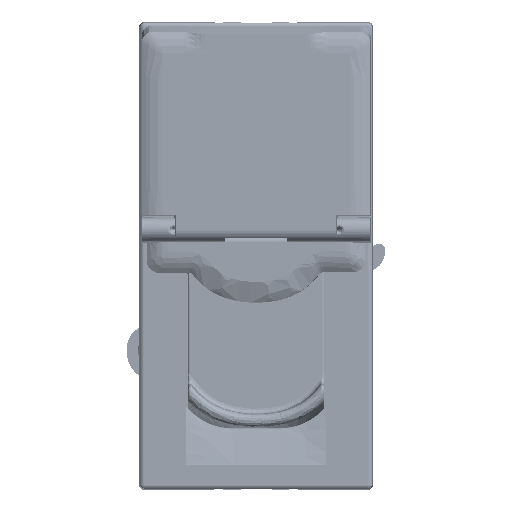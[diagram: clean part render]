
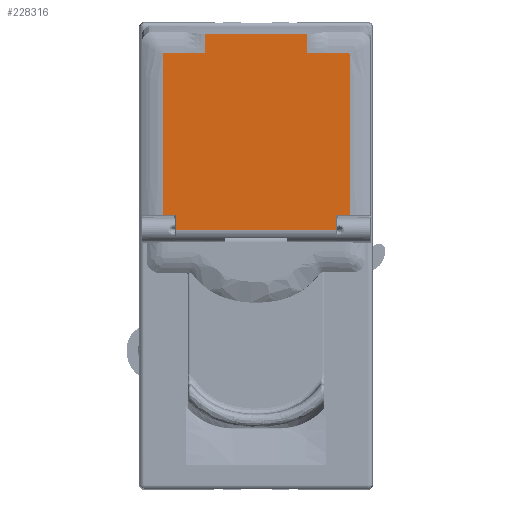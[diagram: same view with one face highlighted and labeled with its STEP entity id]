
A CAD part, top view. The second image highlights one B-rep face of the part: STEP entity #228316.
In plain terms, the highlighted planar face has unit normal (0, 0, 1).
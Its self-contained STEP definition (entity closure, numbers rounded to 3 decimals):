
#228232=AXIS2_PLACEMENT_3D('Plane Axis2P3D',#228229,#228230,#228231) ;
#227713=CARTESIAN_POINT('Vertex',(-4.9,21.318,11.8)) ;
#227716=CARTESIAN_POINT('Line Origine',(11.1,21.318,11.8)) ;
#227720=CARTESIAN_POINT('Vertex',(4.9,21.318,11.8)) ;
#227980=CARTESIAN_POINT('Vertex',(-7.707,3.954,11.8)) ;
#227984=CARTESIAN_POINT('Control Point',(-7.707,3.954,11.8)) ;
#227985=CARTESIAN_POINT('Control Point',(-8.985,3.954,11.8)) ;
#227986=CARTESIAN_POINT('Vertex',(-8.985,3.954,11.8)) ;
#228074=CARTESIAN_POINT('Line Origine',(-8.985,9.448,11.8)) ;
#228078=CARTESIAN_POINT('Vertex',(-8.985,19.415,11.8)) ;
#228120=CARTESIAN_POINT('Control Point',(-8.985,19.415,11.8)) ;
#228121=CARTESIAN_POINT('Control Point',(-8.985,19.47,11.8)) ;
#228122=CARTESIAN_POINT('Control Point',(-8.938,19.515,11.8)) ;
#228123=CARTESIAN_POINT('Control Point',(-8.885,19.515,11.8)) ;
#228124=CARTESIAN_POINT('Vertex',(-8.885,19.515,11.8)) ;
#228160=CARTESIAN_POINT('Vertex',(-6.9,19.515,11.8)) ;
#228164=CARTESIAN_POINT('Control Point',(-6.9,19.515,11.8)) ;
#228165=CARTESIAN_POINT('Control Point',(-8.885,19.515,11.8)) ;
#228206=CARTESIAN_POINT('Control Point',(-6.9,19.515,11.8)) ;
#228207=CARTESIAN_POINT('Control Point',(-6.5,19.515,11.8)) ;
#228208=CARTESIAN_POINT('Control Point',(-6.1,19.515,11.8)) ;
#228209=CARTESIAN_POINT('Control Point',(-5.7,19.515,11.8)) ;
#228210=CARTESIAN_POINT('Control Point',(-5.3,19.515,11.8)) ;
#228211=CARTESIAN_POINT('Control Point',(-4.9,19.515,11.8)) ;
#228212=CARTESIAN_POINT('Vertex',(-4.9,19.515,11.8)) ;
#228216=CARTESIAN_POINT('Control Point',(-4.9,21.318,11.8)) ;
#228217=CARTESIAN_POINT('Control Point',(-4.9,20.867,11.8)) ;
#228218=CARTESIAN_POINT('Control Point',(-4.9,20.416,11.8)) ;
#228219=CARTESIAN_POINT('Control Point',(-4.9,19.966,11.8)) ;
#228220=CARTESIAN_POINT('Control Point',(-4.9,19.515,11.8)) ;
#228229=CARTESIAN_POINT('Axis2P3D Location',(11.1,2.5,11.8)) ;
#228234=CARTESIAN_POINT('Line Origine',(-7.707,3.227,11.8)) ;
#228238=CARTESIAN_POINT('Vertex',(-7.707,2.5,11.8)) ;
#228241=CARTESIAN_POINT('Line Origine',(0.,2.5,11.8)) ;
#228245=CARTESIAN_POINT('Vertex',(7.707,2.5,11.8)) ;
#228248=CARTESIAN_POINT('Line Origine',(7.707,3.227,11.8)) ;
#228252=CARTESIAN_POINT('Vertex',(7.707,3.954,11.8)) ;
#228255=CARTESIAN_POINT('Line Origine',(8.346,3.954,11.8)) ;
#228259=CARTESIAN_POINT('Vertex',(8.985,3.954,11.8)) ;
#228262=CARTESIAN_POINT('Line Origine',(8.985,11.685,11.8)) ;
#228266=CARTESIAN_POINT('Vertex',(8.985,19.415,11.8)) ;
#228270=CARTESIAN_POINT('Control Point',(8.985,19.415,11.8)) ;
#228271=CARTESIAN_POINT('Control Point',(8.985,19.448,11.8)) ;
#228272=CARTESIAN_POINT('Control Point',(8.971,19.479,11.8)) ;
#228273=CARTESIAN_POINT('Control Point',(8.947,19.502,11.8)) ;
#228274=CARTESIAN_POINT('Control Point',(8.917,19.515,11.8)) ;
#228275=CARTESIAN_POINT('Control Point',(8.885,19.515,11.8)) ;
#228276=CARTESIAN_POINT('Vertex',(8.885,19.515,11.8)) ;
#228279=CARTESIAN_POINT('Line Origine',(7.892,19.515,11.8)) ;
#228283=CARTESIAN_POINT('Vertex',(6.9,19.515,11.8)) ;
#228286=CARTESIAN_POINT('Line Origine',(5.9,19.515,11.8)) ;
#228290=CARTESIAN_POINT('Vertex',(4.9,19.515,11.8)) ;
#228293=CARTESIAN_POINT('Line Origine',(4.9,20.416,11.8)) ;
#227717=DIRECTION('Vector Direction',(-1.,0.,0.)) ;
#228075=DIRECTION('Vector Direction',(0.,1.,0.)) ;
#228230=DIRECTION('Axis2P3D Direction',(0.,0.,-1.)) ;
#228231=DIRECTION('Axis2P3D XDirection',(0.,1.,0.)) ;
#228235=DIRECTION('Vector Direction',(0.,1.,0.)) ;
#228242=DIRECTION('Vector Direction',(1.,0.,0.)) ;
#228249=DIRECTION('Vector Direction',(0.,1.,0.)) ;
#228256=DIRECTION('Vector Direction',(-1.,0.,0.)) ;
#228263=DIRECTION('Vector Direction',(0.,1.,0.)) ;
#228280=DIRECTION('Vector Direction',(1.,0.,0.)) ;
#228287=DIRECTION('Vector Direction',(-1.,0.,0.)) ;
#228294=DIRECTION('Vector Direction',(0.,-1.,0.)) ;
#227718=VECTOR('Line Direction',#227717,1.) ;
#228076=VECTOR('Line Direction',#228075,1.) ;
#228236=VECTOR('Line Direction',#228235,1.) ;
#228243=VECTOR('Line Direction',#228242,1.) ;
#228250=VECTOR('Line Direction',#228249,1.) ;
#228257=VECTOR('Line Direction',#228256,1.) ;
#228264=VECTOR('Line Direction',#228263,1.) ;
#228281=VECTOR('Line Direction',#228280,1.) ;
#228288=VECTOR('Line Direction',#228287,1.) ;
#228295=VECTOR('Line Direction',#228294,1.) ;
#228299=ORIENTED_EDGE('',*,*,#227988,.T.) ;
#228300=ORIENTED_EDGE('',*,*,#228240,.F.) ;
#228301=ORIENTED_EDGE('',*,*,#228247,.F.) ;
#228302=ORIENTED_EDGE('',*,*,#228254,.F.) ;
#228303=ORIENTED_EDGE('',*,*,#228261,.T.) ;
#228304=ORIENTED_EDGE('',*,*,#228268,.T.) ;
#228305=ORIENTED_EDGE('',*,*,#228278,.F.) ;
#228306=ORIENTED_EDGE('',*,*,#228285,.F.) ;
#228307=ORIENTED_EDGE('',*,*,#228292,.T.) ;
#228308=ORIENTED_EDGE('',*,*,#228297,.F.) ;
#228309=ORIENTED_EDGE('',*,*,#227722,.F.) ;
#228310=ORIENTED_EDGE('',*,*,#228221,.F.) ;
#228311=ORIENTED_EDGE('',*,*,#228214,.F.) ;
#228312=ORIENTED_EDGE('',*,*,#228166,.T.) ;
#228313=ORIENTED_EDGE('',*,*,#228126,.T.) ;
#228314=ORIENTED_EDGE('',*,*,#228080,.F.) ;
#228316=ADVANCED_FACE('2767220150.1\\R\X2\00E9\X0\sultat de VOYANT SIMPLE',(#228315),#228233,.F.) ;
#227983=B_SPLINE_CURVE_WITH_KNOTS('',1,(#227984,#227985),.UNSPECIFIED.,.F.,.U.,(2,2),(-0.639,0.639),.UNSPECIFIED.) ;
#228119=B_SPLINE_CURVE_WITH_KNOTS('',3,(#228120,#228121,#228122,#228123),.UNSPECIFIED.,.F.,.U.,(4,4),(0.,1.089),.UNSPECIFIED.) ;
#228163=B_SPLINE_CURVE_WITH_KNOTS('',1,(#228164,#228165),.UNSPECIFIED.,.F.,.U.,(2,2),(0.,1.985),.UNSPECIFIED.) ;
#228205=B_SPLINE_CURVE_WITH_KNOTS('',5,(#228206,#228207,#228208,#228209,#228210,#228211),.UNSPECIFIED.,.F.,.U.,(6,6),(0.,2.03),.UNSPECIFIED.) ;
#228215=B_SPLINE_CURVE_WITH_KNOTS('',4,(#228216,#228217,#228218,#228219,#228220),.UNSPECIFIED.,.F.,.U.,(5,5),(0.201,2.041),.UNSPECIFIED.) ;
#228269=B_SPLINE_CURVE_WITH_KNOTS('',5,(#228270,#228271,#228272,#228273,#228274,#228275),.UNSPECIFIED.,.F.,.U.,(6,6),(0.,1.089),.UNSPECIFIED.) ;
#227722=EDGE_CURVE('',#227714,#227721,#227719,.F.) ;
#227988=EDGE_CURVE('',#227987,#227981,#227983,.F.) ;
#228080=EDGE_CURVE('',#227987,#228079,#228077,.T.) ;
#228126=EDGE_CURVE('',#228125,#228079,#228119,.F.) ;
#228166=EDGE_CURVE('',#228161,#228125,#228163,.T.) ;
#228214=EDGE_CURVE('',#228161,#228213,#228205,.T.) ;
#228221=EDGE_CURVE('',#228213,#227714,#228215,.F.) ;
#228240=EDGE_CURVE('',#228239,#227981,#228237,.T.) ;
#228247=EDGE_CURVE('',#228246,#228239,#228244,.F.) ;
#228254=EDGE_CURVE('',#228253,#228246,#228251,.F.) ;
#228261=EDGE_CURVE('',#228253,#228260,#228258,.F.) ;
#228268=EDGE_CURVE('',#228260,#228267,#228265,.T.) ;
#228278=EDGE_CURVE('',#228277,#228267,#228269,.F.) ;
#228285=EDGE_CURVE('',#228284,#228277,#228282,.T.) ;
#228292=EDGE_CURVE('',#228284,#228291,#228289,.T.) ;
#228297=EDGE_CURVE('',#227721,#228291,#228296,.T.) ;
#228298=EDGE_LOOP('',(#228299,#228300,#228301,#228302,#228303,#228304,#228305,#228306,#228307,#228308,#228309,#228310,#228311,#228312,#228313,#228314)) ;
#228315=FACE_OUTER_BOUND('',#228298,.T.) ;
#227719=LINE('Line',#227716,#227718) ;
#228077=LINE('Line',#228074,#228076) ;
#228237=LINE('Line',#228234,#228236) ;
#228244=LINE('Line',#228241,#228243) ;
#228251=LINE('Line',#228248,#228250) ;
#228258=LINE('Line',#228255,#228257) ;
#228265=LINE('Line',#228262,#228264) ;
#228282=LINE('Line',#228279,#228281) ;
#228289=LINE('Line',#228286,#228288) ;
#228296=LINE('Line',#228293,#228295) ;
#228233=PLANE('',#228232) ;
#227714=VERTEX_POINT('',#227713) ;
#227721=VERTEX_POINT('',#227720) ;
#227981=VERTEX_POINT('',#227980) ;
#227987=VERTEX_POINT('',#227986) ;
#228079=VERTEX_POINT('',#228078) ;
#228125=VERTEX_POINT('',#228124) ;
#228161=VERTEX_POINT('',#228160) ;
#228213=VERTEX_POINT('',#228212) ;
#228239=VERTEX_POINT('',#228238) ;
#228246=VERTEX_POINT('',#228245) ;
#228253=VERTEX_POINT('',#228252) ;
#228260=VERTEX_POINT('',#228259) ;
#228267=VERTEX_POINT('',#228266) ;
#228277=VERTEX_POINT('',#228276) ;
#228284=VERTEX_POINT('',#228283) ;
#228291=VERTEX_POINT('',#228290) ;
